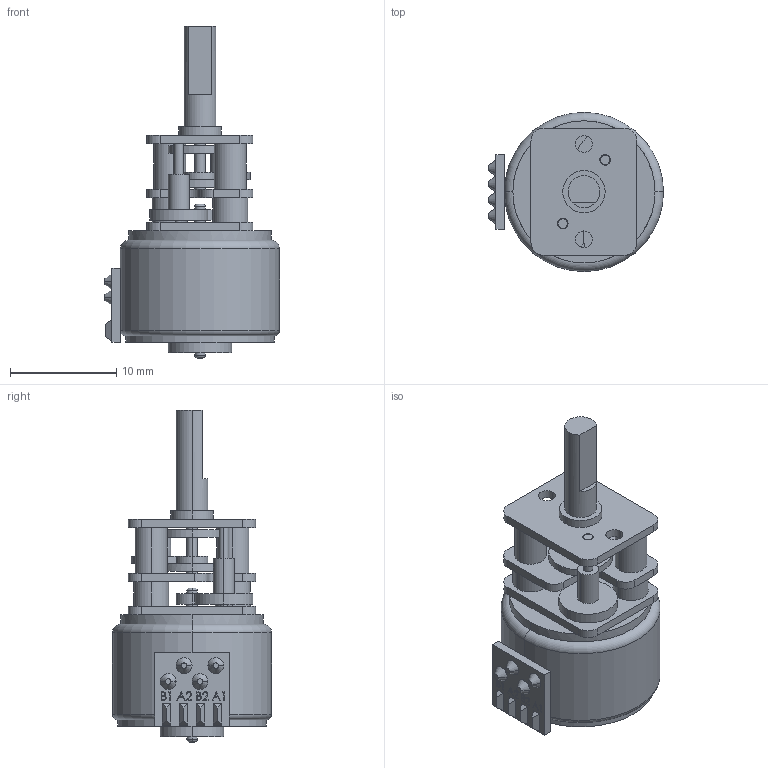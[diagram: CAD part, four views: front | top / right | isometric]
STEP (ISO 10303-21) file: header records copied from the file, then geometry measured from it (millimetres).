
FILE_DESCRIPTION (( 'STEP AP214' ), '1' );
FILE_NAME ('StepGearMotor_GM15BY (SM1511WC01).STEP', '2024-11-10T18:54:39', ( 'Elessar' ), ( '' ), 'SwSTEP 2.0', 'SolidWorks 2018', '' );
FILE_SCHEMA (( 'AUTOMOTIVE_DESIGN' ));
Length unit declared in the file: millimetre
Products named in the file (1): StepGearMotor_GM15BY (SM1511WC01)
Bounding box: 16.5 x 15 x 31.3 mm (x, y, z)
Volume: 2421.2 mm3; surface area: 1986.5 mm2
Topology: 2 solids, 2 shells, 280 faces, 692 edges, 454 vertices
Faces by surface type: plane 150, cylinder 84, bspline 30, cone 8, torus 8
Entity records: 12382 total; most frequent: CARTESIAN_POINT 3361, ORIENTED_EDGE 1384, DIRECTION 1348, EDGE_CURVE 692, AXIS2_PLACEMENT_3D 465, VERTEX_POINT 454, LINE 418, VECTOR 418
